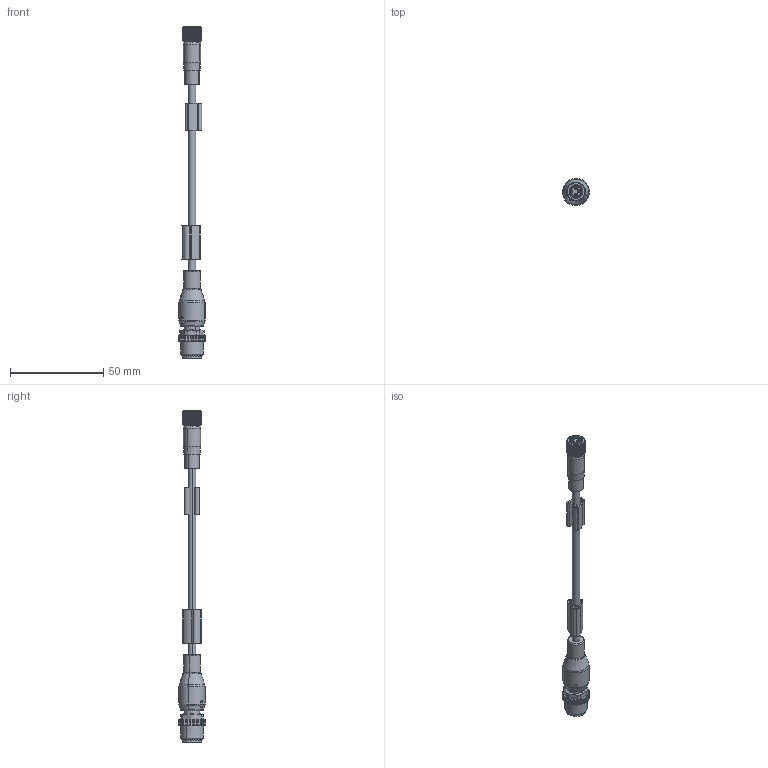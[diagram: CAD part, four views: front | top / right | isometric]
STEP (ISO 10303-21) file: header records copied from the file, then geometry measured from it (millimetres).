
FILE_DESCRIPTION(('CATIA V5 STEP Exchange','CAx-IF Rec.Pracs.--- Model Styling and Organization---1.4--- 2014-01-23'),'2;1');
FILE_NAME ('443725-1_0', '2022-12-19T07:15:14+00:00', ('none'), ('Weidmueller'), 'CATIA Version 5-6 Release 2016 SP3 HF44', 'CATIA V5 STEP AP214', 'none');
FILE_SCHEMA(('AUTOMOTIVE_DESIGN { 1 0 10303 214 1 1 1 1 }'));
Length unit declared in the file: millimetre
Products named in the file (1): 9457770190
Bounding box: 14.52 x 14.6 x 178.4 mm (x, y, z)
Volume: 8871.5 mm3; surface area: 9894.9 mm2
Topology: 21 solids, 21 shells, 1207 faces, 3164 edges, 2034 vertices
Faces by surface type: plane 501, cylinder 424, cone 156, torus 97, bspline 15, sphere 10, revolution 4
Entity records: 36484 total; most frequent: CARTESIAN_POINT 9817, ORIENTED_EDGE 6272, DIRECTION 4070, EDGE_CURVE 3136, VERTEX_POINT 2034, AXIS2_PLACEMENT_3D 1976, EDGE_LOOP 1308, VECTOR 1258
